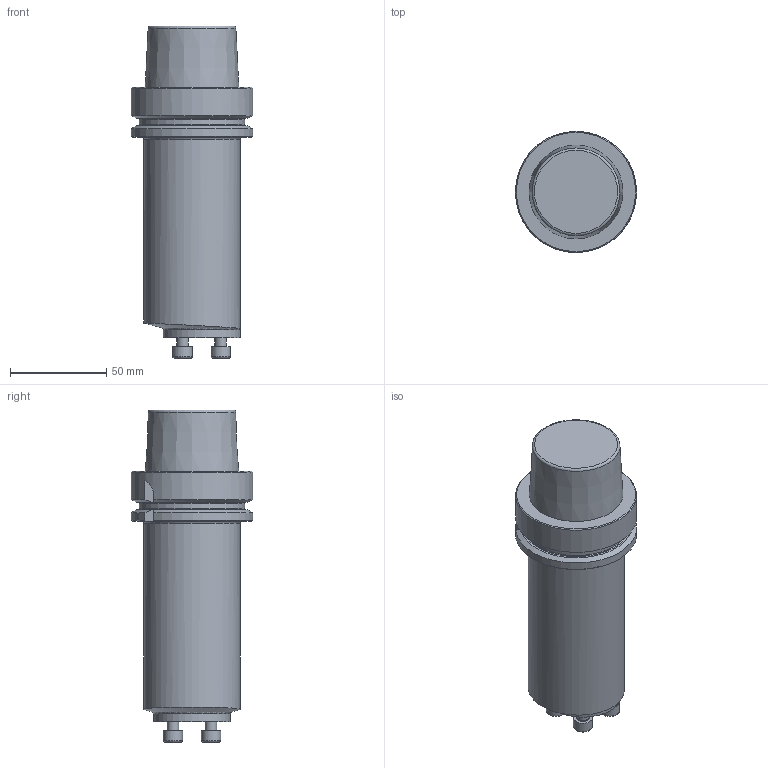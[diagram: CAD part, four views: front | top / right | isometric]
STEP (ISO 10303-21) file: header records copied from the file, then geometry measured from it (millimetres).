
FILE_DESCRIPTION(/* description */ (''),/* implementation_level */ '2;1');
FILE_NAME(/* name */ 'toolcomp_1.stp',/* time_stamp */ '2019-08-14T14:45:20+02:00',/* author */ (''),/* organization */ ('SMS'),/* preprocessor_version */ 'ST-DEVELOPER v15',/* originating_system */ 'SIEMENS PLM Software NX 8.5',/* authorisation */ '');
FILE_SCHEMA (('AUTOMOTIVE_DESIGN { 1 0 10303 214 3 1 1 1 }'));
Length unit declared in the file: millimetre
Products named in the file (1): TOOLCOMP_1
Bounding box: 62.94 x 62.94 x 172.43 mm (x, y, z)
Volume: 334572.4 mm3; surface area: 34132.9 mm2
Topology: 1 solids, 1 shells, 127 faces, 252 edges, 141 vertices
Faces by surface type: plane 66, cone 34, cylinder 14, torus 13
Full cylindrical faces by diameter (mm): 6 x4, 10 x4, 40 x1, 50 x1, 54.95 x1, 62.94 x1
Entity records: 3076 total; most frequent: CARTESIAN_POINT 596, DIRECTION 533, ORIENTED_EDGE 424, AXIS2_PLACEMENT_3D 224, EDGE_CURVE 212, EDGE_LOOP 169, VERTEX_POINT 133, ADVANCED_FACE 127
